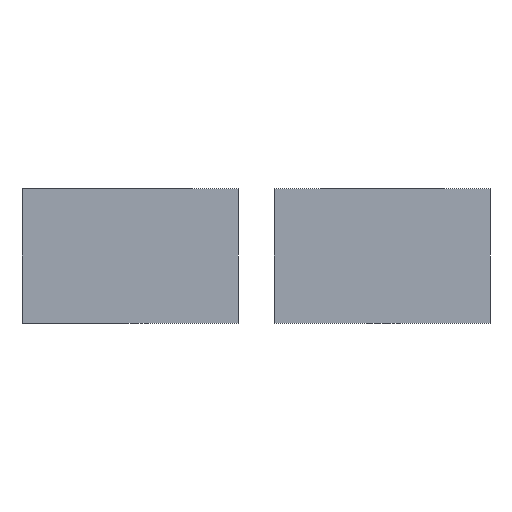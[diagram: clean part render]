
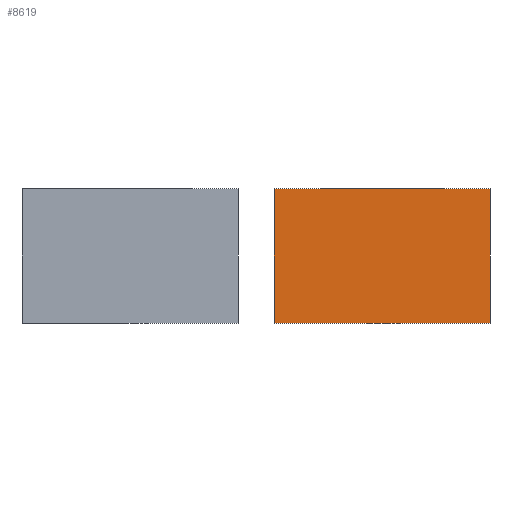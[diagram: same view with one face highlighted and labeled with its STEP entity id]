
A CAD part, front view. The second image highlights one B-rep face of the part: STEP entity #8619.
In plain terms, the highlighted planar face has unit normal (0, -1, 0).
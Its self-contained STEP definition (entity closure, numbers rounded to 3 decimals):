
#32 = PLANE('',#33);
#33 = AXIS2_PLACEMENT_3D('',#34,#35,#36);
#34 = CARTESIAN_POINT('',(290.357,108.441,
    117.752));
#35 = DIRECTION('',(0.,0.,1.));
#36 = DIRECTION('',(1.,0.,-0.));
#113 = VERTEX_POINT('',#114);
#114 = CARTESIAN_POINT('',(281.357,43.016,
    117.752));
#128 = PLANE('',#129);
#129 = AXIS2_PLACEMENT_3D('',#130,#131,#132);
#130 = CARTESIAN_POINT('',(281.357,100.816,
    112.152));
#131 = DIRECTION('',(-1.,-0.,-0.));
#132 = DIRECTION('',(0.,0.,-1.));
#140 = EDGE_CURVE('',#141,#113,#143,.T.);
#141 = VERTEX_POINT('',#142);
#142 = CARTESIAN_POINT('',(299.357,43.016,
    117.752));
#143 = SURFACE_CURVE('',#144,(#148,#155),.PCURVE_S1.);
#144 = LINE('',#145,#146);
#145 = CARTESIAN_POINT('',(299.357,43.016,
    117.752));
#146 = VECTOR('',#147,1.);
#147 = DIRECTION('',(-1.,0.,0.));
#148 = PCURVE('',#32,#149);
#149 = DEFINITIONAL_REPRESENTATION('',(#150),#154);
#150 = LINE('',#151,#152);
#151 = CARTESIAN_POINT('',(9.,-65.425));
#152 = VECTOR('',#153,1.);
#153 = DIRECTION('',(-1.,0.));
#154 = ( GEOMETRIC_REPRESENTATION_CONTEXT(2) 
PARAMETRIC_REPRESENTATION_CONTEXT() REPRESENTATION_CONTEXT('2D SPACE',''
  ) );
#155 = PCURVE('',#156,#161);
#156 = PLANE('',#157);
#157 = AXIS2_PLACEMENT_3D('',#158,#159,#160);
#158 = CARTESIAN_POINT('',(290.357,43.016,
    112.152));
#159 = DIRECTION('',(-0.,-1.,-0.));
#160 = DIRECTION('',(0.,0.,-1.));
#161 = DEFINITIONAL_REPRESENTATION('',(#162),#166);
#162 = LINE('',#163,#164);
#163 = CARTESIAN_POINT('',(-5.6,9.));
#164 = VECTOR('',#165,1.);
#165 = DIRECTION('',(0.,-1.));
#166 = ( GEOMETRIC_REPRESENTATION_CONTEXT(2) 
PARAMETRIC_REPRESENTATION_CONTEXT() REPRESENTATION_CONTEXT('2D SPACE',''
  ) );
#182 = PLANE('',#183);
#183 = AXIS2_PLACEMENT_3D('',#184,#185,#186);
#184 = CARTESIAN_POINT('',(299.357,100.816,
    112.152));
#185 = DIRECTION('',(1.,0.,0.));
#186 = DIRECTION('',(-0.,0.,1.));
#8619 = ADVANCED_FACE('',(#8620),#156,.T.);
#8620 = FACE_BOUND('',#8621,.T.);
#8621 = EDGE_LOOP('',(#8622,#8652,#8673,#8674));
#8622 = ORIENTED_EDGE('',*,*,#8623,.T.);
#8623 = EDGE_CURVE('',#8624,#8626,#8628,.T.);
#8624 = VERTEX_POINT('',#8625);
#8625 = CARTESIAN_POINT('',(281.357,43.016,
    106.552));
#8626 = VERTEX_POINT('',#8627);
#8627 = CARTESIAN_POINT('',(299.357,43.016,
    106.552));
#8628 = SURFACE_CURVE('',#8629,(#8633,#8640),.PCURVE_S1.);
#8629 = LINE('',#8630,#8631);
#8630 = CARTESIAN_POINT('',(281.357,43.016,
    106.552));
#8631 = VECTOR('',#8632,1.);
#8632 = DIRECTION('',(1.,0.,0.));
#8633 = PCURVE('',#156,#8634);
#8634 = DEFINITIONAL_REPRESENTATION('',(#8635),#8639);
#8635 = LINE('',#8636,#8637);
#8636 = CARTESIAN_POINT('',(5.6,-9.));
#8637 = VECTOR('',#8638,1.);
#8638 = DIRECTION('',(0.,1.));
#8639 = ( GEOMETRIC_REPRESENTATION_CONTEXT(2) 
PARAMETRIC_REPRESENTATION_CONTEXT() REPRESENTATION_CONTEXT('2D SPACE',''
  ) );
#8640 = PCURVE('',#8641,#8646);
#8641 = PLANE('',#8642);
#8642 = AXIS2_PLACEMENT_3D('',#8643,#8644,#8645);
#8643 = CARTESIAN_POINT('',(290.357,108.441,
    106.552));
#8644 = DIRECTION('',(-0.,-0.,-1.));
#8645 = DIRECTION('',(-1.,0.,0.));
#8646 = DEFINITIONAL_REPRESENTATION('',(#8647),#8651);
#8647 = LINE('',#8648,#8649);
#8648 = CARTESIAN_POINT('',(9.,-65.425));
#8649 = VECTOR('',#8650,1.);
#8650 = DIRECTION('',(-1.,0.));
#8651 = ( GEOMETRIC_REPRESENTATION_CONTEXT(2) 
PARAMETRIC_REPRESENTATION_CONTEXT() REPRESENTATION_CONTEXT('2D SPACE',''
  ) );
#8652 = ORIENTED_EDGE('',*,*,#8653,.T.);
#8653 = EDGE_CURVE('',#8626,#141,#8654,.T.);
#8654 = SURFACE_CURVE('',#8655,(#8659,#8666),.PCURVE_S1.);
#8655 = LINE('',#8656,#8657);
#8656 = CARTESIAN_POINT('',(299.357,43.016,
    106.552));
#8657 = VECTOR('',#8658,1.);
#8658 = DIRECTION('',(0.,0.,1.));
#8659 = PCURVE('',#156,#8660);
#8660 = DEFINITIONAL_REPRESENTATION('',(#8661),#8665);
#8661 = LINE('',#8662,#8663);
#8662 = CARTESIAN_POINT('',(5.6,9.));
#8663 = VECTOR('',#8664,1.);
#8664 = DIRECTION('',(-1.,0.));
#8665 = ( GEOMETRIC_REPRESENTATION_CONTEXT(2) 
PARAMETRIC_REPRESENTATION_CONTEXT() REPRESENTATION_CONTEXT('2D SPACE',''
  ) );
#8666 = PCURVE('',#182,#8667);
#8667 = DEFINITIONAL_REPRESENTATION('',(#8668),#8672);
#8668 = LINE('',#8669,#8670);
#8669 = CARTESIAN_POINT('',(-5.6,57.8));
#8670 = VECTOR('',#8671,1.);
#8671 = DIRECTION('',(1.,0.));
#8672 = ( GEOMETRIC_REPRESENTATION_CONTEXT(2) 
PARAMETRIC_REPRESENTATION_CONTEXT() REPRESENTATION_CONTEXT('2D SPACE',''
  ) );
#8673 = ORIENTED_EDGE('',*,*,#140,.T.);
#8674 = ORIENTED_EDGE('',*,*,#8675,.T.);
#8675 = EDGE_CURVE('',#113,#8624,#8676,.T.);
#8676 = SURFACE_CURVE('',#8677,(#8681,#8688),.PCURVE_S1.);
#8677 = LINE('',#8678,#8679);
#8678 = CARTESIAN_POINT('',(281.357,43.016,
    117.752));
#8679 = VECTOR('',#8680,1.);
#8680 = DIRECTION('',(0.,0.,-1.));
#8681 = PCURVE('',#156,#8682);
#8682 = DEFINITIONAL_REPRESENTATION('',(#8683),#8687);
#8683 = LINE('',#8684,#8685);
#8684 = CARTESIAN_POINT('',(-5.6,-9.));
#8685 = VECTOR('',#8686,1.);
#8686 = DIRECTION('',(1.,0.));
#8687 = ( GEOMETRIC_REPRESENTATION_CONTEXT(2) 
PARAMETRIC_REPRESENTATION_CONTEXT() REPRESENTATION_CONTEXT('2D SPACE',''
  ) );
#8688 = PCURVE('',#128,#8689);
#8689 = DEFINITIONAL_REPRESENTATION('',(#8690),#8694);
#8690 = LINE('',#8691,#8692);
#8691 = CARTESIAN_POINT('',(-5.6,57.8));
#8692 = VECTOR('',#8693,1.);
#8693 = DIRECTION('',(1.,0.));
#8694 = ( GEOMETRIC_REPRESENTATION_CONTEXT(2) 
PARAMETRIC_REPRESENTATION_CONTEXT() REPRESENTATION_CONTEXT('2D SPACE',''
  ) );
